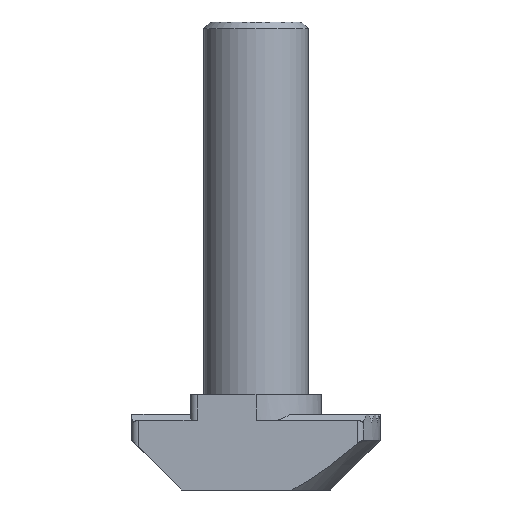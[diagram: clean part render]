
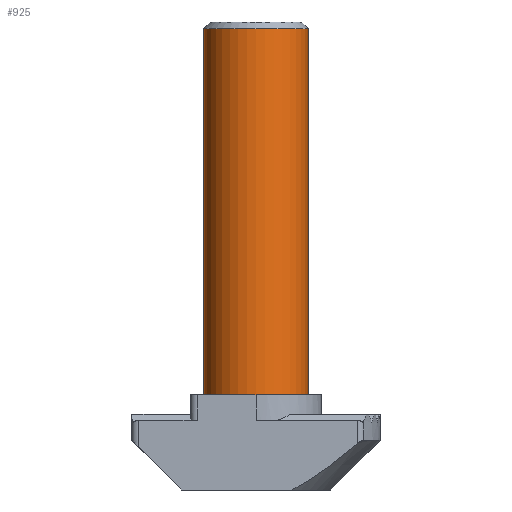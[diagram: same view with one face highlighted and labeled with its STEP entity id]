
A CAD part, front view. The second image highlights one B-rep face of the part: STEP entity #925.
In plain terms, the highlighted cylindrical face has radius 4 mm (diameter 8 mm), a full revolution.
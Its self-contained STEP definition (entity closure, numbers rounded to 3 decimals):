
#894=CARTESIAN_POINT('',(-4.,0.0,35.307));
#895=VERTEX_POINT('',#894);
#896=CARTESIAN_POINT('',(0.0,0.0,35.307));
#897=DIRECTION('',(0.0,0.0,-1.0));
#898=DIRECTION('',(-1.0,0.0,0.0));
#899=AXIS2_PLACEMENT_3D('',#896,#897,#898);
#900=CIRCLE('',#899,4.);
#901=EDGE_CURVE('',#895,#895,#900,.T.);
#906=CARTESIAN_POINT('',(0.0,0.0,-1.509));
#907=DIRECTION('',(0.0,0.0,1.0));
#908=DIRECTION('',(-1.0,0.0,0.0));
#909=AXIS2_PLACEMENT_3D('',#906,#907,#908);
#910=CYLINDRICAL_SURFACE('',#909,4.);
#911=ORIENTED_EDGE('',*,*,#901,.T.);
#912=EDGE_LOOP('',(#911));
#913=FACE_OUTER_BOUND('',#912,.T.);
#914=CARTESIAN_POINT('',(-4.,0.0,7.3));
#915=VERTEX_POINT('',#914);
#916=CARTESIAN_POINT('',(0.0,0.0,7.3));
#917=DIRECTION('',(0.0,0.0,1.0));
#918=DIRECTION('',(-1.0,0.0,0.0));
#919=AXIS2_PLACEMENT_3D('',#916,#917,#918);
#920=CIRCLE('',#919,4.);
#921=EDGE_CURVE('',#915,#915,#920,.T.);
#922=ORIENTED_EDGE('',*,*,#921,.T.);
#923=EDGE_LOOP('',(#922));
#924=FACE_BOUND('',#923,.T.);
#925=ADVANCED_FACE('',(#913,#924),#910,.T.);
